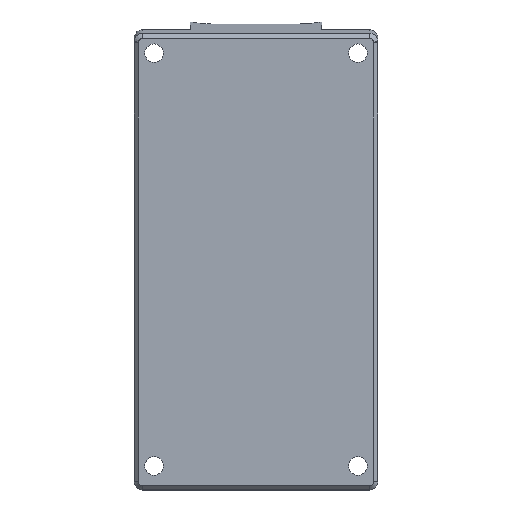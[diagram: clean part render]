
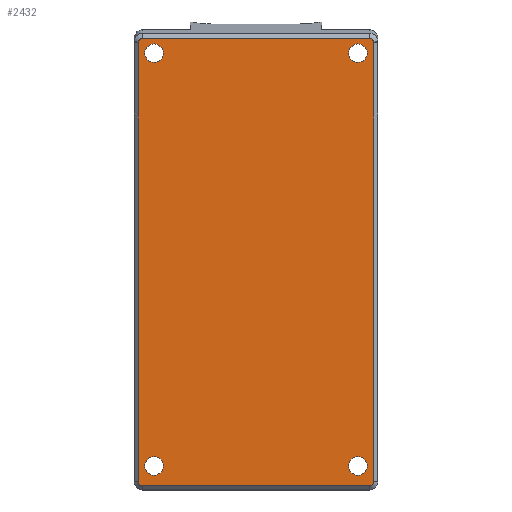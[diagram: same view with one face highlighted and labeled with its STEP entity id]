
A CAD part, top view. The second image highlights one B-rep face of the part: STEP entity #2432.
In plain terms, the highlighted planar face has unit normal (0, 0, 1).
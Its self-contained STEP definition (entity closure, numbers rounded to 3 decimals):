
#41=FACE_BOUND('',#422,.T.);
#42=FACE_BOUND('',#423,.T.);
#43=FACE_BOUND('',#424,.T.);
#44=FACE_BOUND('',#425,.T.);
#61=B_SPLINE_CURVE_WITH_KNOTS('',3,(#4125,#4126,#4127,#4128,#4129),
 .UNSPECIFIED.,.F.,.F.,(4,1,4),(-1.438,-0.616,0.),
 .UNSPECIFIED.);
#64=B_SPLINE_CURVE_WITH_KNOTS('',3,(#4168,#4169,#4170,#4171,#4172),
 .UNSPECIFIED.,.F.,.F.,(4,1,4),(0.,0.822,
1.438),.UNSPECIFIED.);
#141=CIRCLE('',#2579,2.25);
#142=CIRCLE('',#2581,2.25);
#143=CIRCLE('',#2583,2.25);
#144=CIRCLE('',#2585,2.25);
#152=CIRCLE('',#2610,1.);
#154=CIRCLE('',#2615,1.);
#155=CIRCLE('',#2617,1.153);
#156=CIRCLE('',#2618,1.153);
#284=FACE_OUTER_BOUND('',#421,.T.);
#421=EDGE_LOOP('',(#2189,#2190,#2191,#2192,#2193,#2194,#2195,#2196,#2197,
#2198));
#422=EDGE_LOOP('',(#2199));
#423=EDGE_LOOP('',(#2200));
#424=EDGE_LOOP('',(#2201));
#425=EDGE_LOOP('',(#2202));
#666=LINE('',#4073,#925);
#672=LINE('',#4088,#931);
#676=LINE('',#4097,#935);
#679=LINE('',#4138,#938);
#925=VECTOR('',#3206,10.);
#931=VECTOR('',#3220,10.);
#935=VECTOR('',#3226,10.);
#938=VECTOR('',#3237,10.);
#1135=VERTEX_POINT('',#4005);
#1136=VERTEX_POINT('',#4009);
#1137=VERTEX_POINT('',#4013);
#1138=VERTEX_POINT('',#4017);
#1152=VERTEX_POINT('',#4070);
#1153=VERTEX_POINT('',#4072);
#1155=VERTEX_POINT('',#4078);
#1157=VERTEX_POINT('',#4084);
#1159=VERTEX_POINT('',#4090);
#1162=VERTEX_POINT('',#4095);
#1164=VERTEX_POINT('',#4122);
#1165=VERTEX_POINT('',#4124);
#1166=VERTEX_POINT('',#4137);
#1167=VERTEX_POINT('',#4160);
#1452=EDGE_CURVE('',#1135,#1135,#141,.T.);
#1455=EDGE_CURVE('',#1136,#1136,#142,.T.);
#1457=EDGE_CURVE('',#1137,#1137,#143,.T.);
#1459=EDGE_CURVE('',#1138,#1138,#144,.T.);
#1484=EDGE_CURVE('',#1152,#1153,#666,.T.);
#1489=EDGE_CURVE('',#1153,#1155,#152,.T.);
#1492=EDGE_CURVE('',#1155,#1157,#672,.T.);
#1496=EDGE_CURVE('',#1162,#1159,#676,.T.);
#1498=EDGE_CURVE('',#1157,#1162,#154,.T.);
#1500=EDGE_CURVE('',#1164,#1165,#61,.T.);
#1503=EDGE_CURVE('',#1165,#1166,#679,.T.);
#1507=EDGE_CURVE('',#1166,#1167,#64,.T.);
#1509=EDGE_CURVE('',#1159,#1164,#155,.T.);
#1511=EDGE_CURVE('',#1167,#1152,#156,.T.);
#2189=ORIENTED_EDGE('',*,*,#1500,.F.);
#2190=ORIENTED_EDGE('',*,*,#1509,.F.);
#2191=ORIENTED_EDGE('',*,*,#1496,.F.);
#2192=ORIENTED_EDGE('',*,*,#1498,.F.);
#2193=ORIENTED_EDGE('',*,*,#1492,.F.);
#2194=ORIENTED_EDGE('',*,*,#1489,.F.);
#2195=ORIENTED_EDGE('',*,*,#1484,.F.);
#2196=ORIENTED_EDGE('',*,*,#1511,.F.);
#2197=ORIENTED_EDGE('',*,*,#1507,.F.);
#2198=ORIENTED_EDGE('',*,*,#1503,.F.);
#2199=ORIENTED_EDGE('',*,*,#1452,.T.);
#2200=ORIENTED_EDGE('',*,*,#1455,.T.);
#2201=ORIENTED_EDGE('',*,*,#1457,.T.);
#2202=ORIENTED_EDGE('',*,*,#1459,.T.);
#2303=PLANE('',#2623);
#2432=ADVANCED_FACE('',(#284,#41,#42,#43,#44),#2303,.T.);
#2579=AXIS2_PLACEMENT_3D('',#4006,#3128,#3129);
#2581=AXIS2_PLACEMENT_3D('',#4011,#3134,#3135);
#2583=AXIS2_PLACEMENT_3D('',#4015,#3139,#3140);
#2585=AXIS2_PLACEMENT_3D('',#4019,#3144,#3145);
#2610=AXIS2_PLACEMENT_3D('',#4082,#3214,#3215);
#2615=AXIS2_PLACEMENT_3D('',#4100,#3231,#3232);
#2617=AXIS2_PLACEMENT_3D('',#4193,#3240,#3241);
#2618=AXIS2_PLACEMENT_3D('',#4214,#3242,#3243);
#2623=AXIS2_PLACEMENT_3D('',#4223,#3256,#3257);
#3128=DIRECTION('center_axis',(0.,0.,-1.));
#3129=DIRECTION('ref_axis',(-1.,0.,0.));
#3134=DIRECTION('center_axis',(0.,0.,-1.));
#3135=DIRECTION('ref_axis',(1.,0.,0.));
#3139=DIRECTION('center_axis',(0.,0.,-1.));
#3140=DIRECTION('ref_axis',(1.,0.,0.));
#3144=DIRECTION('center_axis',(0.,0.,-1.));
#3145=DIRECTION('ref_axis',(1.,0.,0.));
#3206=DIRECTION('',(0.,-1.,0.));
#3214=DIRECTION('center_axis',(0.,0.,-1.));
#3215=DIRECTION('ref_axis',(0.707,-0.707,0.));
#3220=DIRECTION('',(-1.,0.,0.));
#3226=DIRECTION('',(0.,1.,0.));
#3231=DIRECTION('center_axis',(0.,0.,-1.));
#3232=DIRECTION('ref_axis',(-0.707,-0.707,0.));
#3237=DIRECTION('',(1.,0.,0.));
#3240=DIRECTION('center_axis',(0.,0.,-1.));
#3241=DIRECTION('ref_axis',(-0.992,0.128,0.));
#3242=DIRECTION('center_axis',(0.,0.,-1.));
#3243=DIRECTION('ref_axis',(1.,0.,0.));
#3256=DIRECTION('center_axis',(0.,0.,1.));
#3257=DIRECTION('ref_axis',(-1.,0.,0.));
#4005=CARTESIAN_POINT('',(27.1,35.468,30.07));
#4006=CARTESIAN_POINT('Origin',(24.85,35.468,30.07));
#4009=CARTESIAN_POINT('',(-27.1,35.468,30.07));
#4011=CARTESIAN_POINT('Origin',(-24.85,35.468,30.07));
#4013=CARTESIAN_POINT('',(22.6,-65.15,30.07));
#4015=CARTESIAN_POINT('Origin',(24.85,-65.15,30.07));
#4017=CARTESIAN_POINT('',(-27.1,-65.15,30.07));
#4019=CARTESIAN_POINT('Origin',(-24.85,-65.15,30.07));
#4070=CARTESIAN_POINT('',(28.7,37.975,30.07));
#4072=CARTESIAN_POINT('',(28.7,-69.,30.07));
#4073=CARTESIAN_POINT('',(28.7,0.,30.07));
#4078=CARTESIAN_POINT('',(27.7,-70.,30.07));
#4082=CARTESIAN_POINT('Origin',(27.7,-69.,30.07));
#4084=CARTESIAN_POINT('',(-27.7,-70.,30.07));
#4088=CARTESIAN_POINT('',(14.85,-70.,30.07));
#4090=CARTESIAN_POINT('',(-28.7,37.975,30.07));
#4095=CARTESIAN_POINT('',(-28.7,-69.,30.07));
#4097=CARTESIAN_POINT('',(-28.7,0.,30.07));
#4100=CARTESIAN_POINT('Origin',(-27.7,-69.,30.07));
#4122=CARTESIAN_POINT('',(-28.691,38.122,30.07));
#4124=CARTESIAN_POINT('',(-27.7,39.05,30.07));
#4125=CARTESIAN_POINT('Ctrl Pts',(-28.691,38.122,30.07));
#4126=CARTESIAN_POINT('Ctrl Pts',(-28.652,38.424,30.07));
#4127=CARTESIAN_POINT('Ctrl Pts',(-28.363,38.903,30.07));
#4128=CARTESIAN_POINT('Ctrl Pts',(-27.898,39.05,30.07));
#4129=CARTESIAN_POINT('Ctrl Pts',(-27.7,39.05,30.07));
#4137=CARTESIAN_POINT('',(27.7,39.05,30.07));
#4138=CARTESIAN_POINT('',(14.85,39.05,30.07));
#4160=CARTESIAN_POINT('',(28.691,38.122,30.07));
#4168=CARTESIAN_POINT('Ctrl Pts',(27.7,39.05,30.07));
#4169=CARTESIAN_POINT('Ctrl Pts',(27.964,39.05,30.07));
#4170=CARTESIAN_POINT('Ctrl Pts',(28.429,38.846,30.07));
#4171=CARTESIAN_POINT('Ctrl Pts',(28.661,38.348,30.07));
#4172=CARTESIAN_POINT('Ctrl Pts',(28.691,38.122,30.07));
#4193=CARTESIAN_POINT('Origin',(-27.547,37.975,30.07));
#4214=CARTESIAN_POINT('Origin',(27.547,37.975,30.07));
#4223=CARTESIAN_POINT('Origin',(29.7,0.,30.07));
